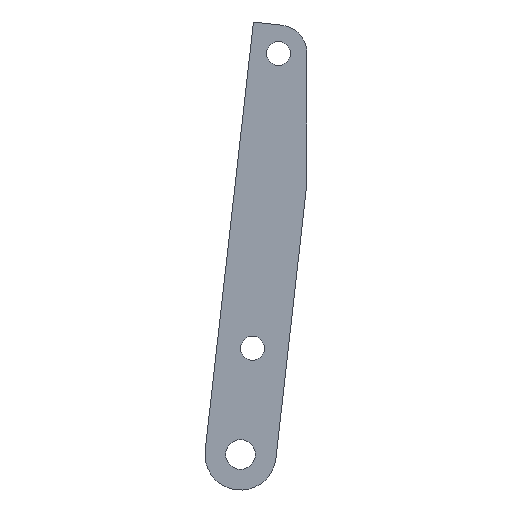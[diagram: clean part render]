
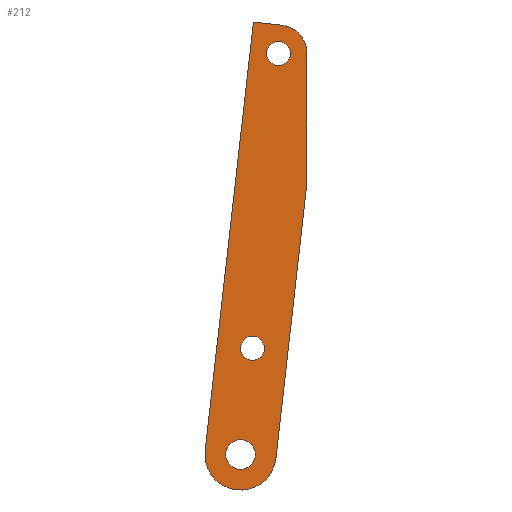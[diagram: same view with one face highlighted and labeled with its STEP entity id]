
A CAD part, front view. The second image highlights one B-rep face of the part: STEP entity #212.
In plain terms, the highlighted planar face has unit normal (0, -1, 0).
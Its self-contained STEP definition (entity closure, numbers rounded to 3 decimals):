
#15=FACE_BOUND('',#48,.T.);
#16=FACE_BOUND('',#49,.T.);
#17=FACE_BOUND('',#50,.T.);
#25=PLANE('',#247);
#36=FACE_OUTER_BOUND('',#47,.T.);
#47=EDGE_LOOP('',(#180,#181,#182,#183,#184,#185));
#48=EDGE_LOOP('',(#186));
#49=EDGE_LOOP('',(#187));
#50=EDGE_LOOP('',(#188));
#59=LINE('',#330,#76);
#63=LINE('',#337,#80);
#68=LINE('',#355,#85);
#71=LINE('',#361,#88);
#76=VECTOR('',#269,10.);
#80=VECTOR('',#275,10.);
#85=VECTOR('',#294,10.);
#88=VECTOR('',#299,10.);
#89=CIRCLE('',#229,2.146);
#91=CIRCLE('',#232,2.146);
#94=CIRCLE('',#238,6.35);
#96=CIRCLE('',#241,2.654);
#98=CIRCLE('',#246,5.08);
#99=VERTEX_POINT('',#312);
#101=VERTEX_POINT('',#318);
#105=VERTEX_POINT('',#327);
#106=VERTEX_POINT('',#329);
#108=VERTEX_POINT('',#335);
#110=VERTEX_POINT('',#341);
#112=VERTEX_POINT('',#347);
#114=VERTEX_POINT('',#353);
#116=VERTEX_POINT('',#359);
#117=EDGE_CURVE('',#99,#99,#89,.T.);
#120=EDGE_CURVE('',#101,#101,#91,.T.);
#125=EDGE_CURVE('',#105,#106,#59,.T.);
#129=EDGE_CURVE('',#108,#105,#63,.T.);
#132=EDGE_CURVE('',#110,#108,#94,.T.);
#135=EDGE_CURVE('',#112,#112,#96,.T.);
#138=EDGE_CURVE('',#110,#114,#68,.T.);
#141=EDGE_CURVE('',#116,#114,#71,.T.);
#143=EDGE_CURVE('',#106,#116,#98,.T.);
#180=ORIENTED_EDGE('',*,*,#132,.F.);
#181=ORIENTED_EDGE('',*,*,#138,.T.);
#182=ORIENTED_EDGE('',*,*,#141,.F.);
#183=ORIENTED_EDGE('',*,*,#143,.F.);
#184=ORIENTED_EDGE('',*,*,#125,.F.);
#185=ORIENTED_EDGE('',*,*,#129,.F.);
#186=ORIENTED_EDGE('',*,*,#117,.T.);
#187=ORIENTED_EDGE('',*,*,#120,.T.);
#188=ORIENTED_EDGE('',*,*,#135,.F.);
#212=ADVANCED_FACE('',(#36,#15,#16,#17),#25,.F.);
#229=AXIS2_PLACEMENT_3D('',#313,#253,#254);
#232=AXIS2_PLACEMENT_3D('',#319,#260,#261);
#238=AXIS2_PLACEMENT_3D('',#343,#281,#282);
#241=AXIS2_PLACEMENT_3D('',#349,#288,#289);
#246=AXIS2_PLACEMENT_3D('',#364,#304,#305);
#247=AXIS2_PLACEMENT_3D('',#365,#306,#307);
#253=DIRECTION('center_axis',(0.,1.,0.));
#254=DIRECTION('ref_axis',(0.,0.,-1.));
#260=DIRECTION('center_axis',(0.,1.,0.));
#261=DIRECTION('ref_axis',(0.,0.,-1.));
#269=DIRECTION('',(0.994,0.,-0.112));
#275=DIRECTION('',(0.112,0.,0.994));
#281=DIRECTION('center_axis',(0.,1.,0.));
#282=DIRECTION('ref_axis',(0.994,0.,-0.112));
#288=DIRECTION('center_axis',(0.,-1.,0.));
#289=DIRECTION('ref_axis',(1.,0.,0.));
#294=DIRECTION('',(0.112,0.,0.994));
#299=DIRECTION('',(0.,0.,-1.));
#304=DIRECTION('center_axis',(0.,1.,0.));
#305=DIRECTION('ref_axis',(0.112,0.,0.994));
#306=DIRECTION('center_axis',(0.,1.,0.));
#307=DIRECTION('ref_axis',(1.,0.,0.));
#312=CARTESIAN_POINT('',(-12.7,-18.,110.76));
#313=CARTESIAN_POINT('Origin',(-12.7,-18.,108.613));
#318=CARTESIAN_POINT('',(-17.34,-18.,58.186));
#319=CARTESIAN_POINT('Origin',(-17.34,-18.,56.04));
#327=CARTESIAN_POINT('',(-17.18,-18.,114.23));
#329=CARTESIAN_POINT('',(-12.132,-18.,113.662));
#330=CARTESIAN_POINT('',(-17.18,-18.,114.23));
#335=CARTESIAN_POINT('',(-25.781,-18.,37.82));
#337=CARTESIAN_POINT('',(-25.781,-18.,37.82));
#341=CARTESIAN_POINT('',(-13.161,-18.,36.399));
#343=CARTESIAN_POINT('Origin',(-19.471,-18.,37.109));
#347=CARTESIAN_POINT('',(-22.125,-18.,37.109));
#349=CARTESIAN_POINT('Origin',(-19.471,-18.,37.109));
#353=CARTESIAN_POINT('',(-7.62,-18.,85.622));
#355=CARTESIAN_POINT('',(-13.161,-18.,36.399));
#359=CARTESIAN_POINT('',(-7.62,-18.,108.613));
#361=CARTESIAN_POINT('',(-7.62,-18.,108.613));
#364=CARTESIAN_POINT('Origin',(-12.7,-18.,108.613));
#365=CARTESIAN_POINT('Origin',(-16.72,-18.,72.495));
